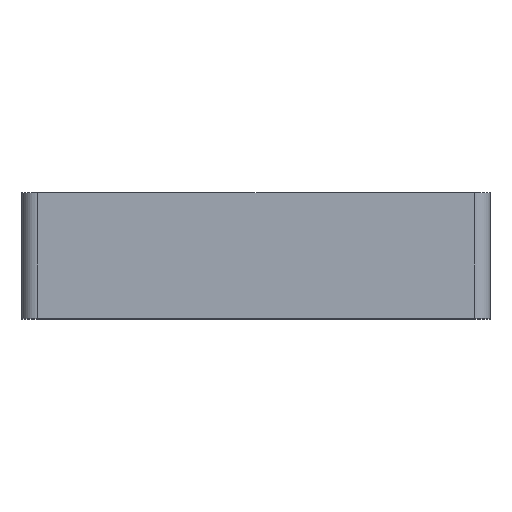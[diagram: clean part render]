
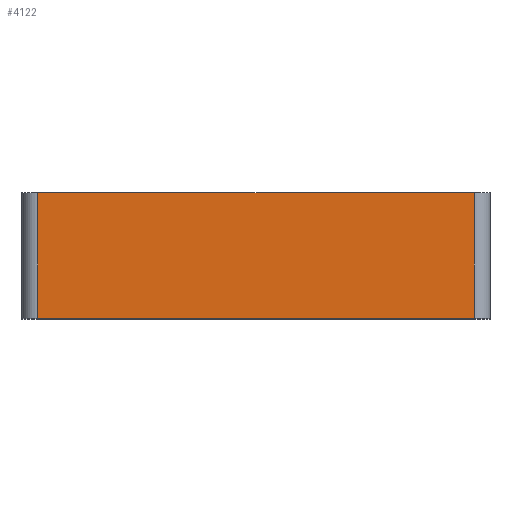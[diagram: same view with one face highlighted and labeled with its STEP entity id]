
A CAD part, top view. The second image highlights one B-rep face of the part: STEP entity #4122.
In plain terms, the highlighted planar face has unit normal (0, 0, 1).
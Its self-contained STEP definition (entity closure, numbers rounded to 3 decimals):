
#18=DIRECTION('',(1.,0.,0.));
#19=VECTOR('',#18,27.8);
#20=CARTESIAN_POINT('',(-13.9,0.,14.9));
#21=LINE('',#20,#19);
#555=DIRECTION('',(-1.,0.,0.));
#556=VECTOR('',#555,27.8);
#557=CARTESIAN_POINT('',(13.9,8.,14.9));
#558=LINE('',#557,#556);
#1444=DIRECTION('',(0.,1.,0.));
#1445=VECTOR('',#1444,8.);
#1446=CARTESIAN_POINT('',(13.9,0.,14.9));
#1447=LINE('',#1446,#1445);
#1453=DIRECTION('',(0.,1.,0.));
#1454=VECTOR('',#1453,8.);
#1455=CARTESIAN_POINT('',(-13.9,0.,14.9));
#1456=LINE('',#1455,#1454);
#1729=CARTESIAN_POINT('',(-13.9,0.,14.9));
#1730=CARTESIAN_POINT('',(13.9,0.,14.9));
#1731=VERTEX_POINT('',#1729);
#1732=VERTEX_POINT('',#1730);
#1861=CARTESIAN_POINT('',(-13.9,8.,14.9));
#1862=VERTEX_POINT('',#1861);
#1867=CARTESIAN_POINT('',(13.9,8.,14.9));
#1868=VERTEX_POINT('',#1867);
#4110=CARTESIAN_POINT('',(-14.9,0.,14.9));
#4111=DIRECTION('',(0.,0.,1.));
#4112=DIRECTION('',(1.,0.,0.));
#4113=AXIS2_PLACEMENT_3D('',#4110,#4111,#4112);
#4114=PLANE('',#4113);
#4116=ORIENTED_EDGE('',*,*,#4115,.T.);
#4117=ORIENTED_EDGE('',*,*,#2791,.F.);
#4118=ORIENTED_EDGE('',*,*,#4104,.F.);
#4119=ORIENTED_EDGE('',*,*,#2234,.F.);
#4120=EDGE_LOOP('',(#4116,#4117,#4118,#4119));
#4121=FACE_OUTER_BOUND('',#4120,.F.);
#4122=ADVANCED_FACE('',(#4121),#4114,.T.);
#2234=EDGE_CURVE('',#1731,#1732,#21,.T.);
#2791=EDGE_CURVE('',#1868,#1862,#558,.T.);
#4104=EDGE_CURVE('',#1732,#1868,#1447,.T.);
#4115=EDGE_CURVE('',#1731,#1862,#1456,.T.);
